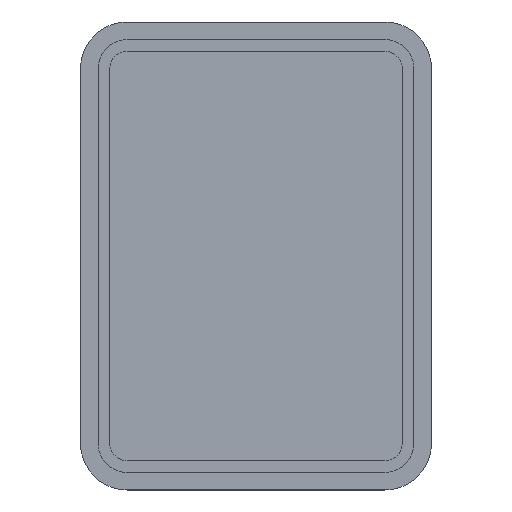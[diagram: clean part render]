
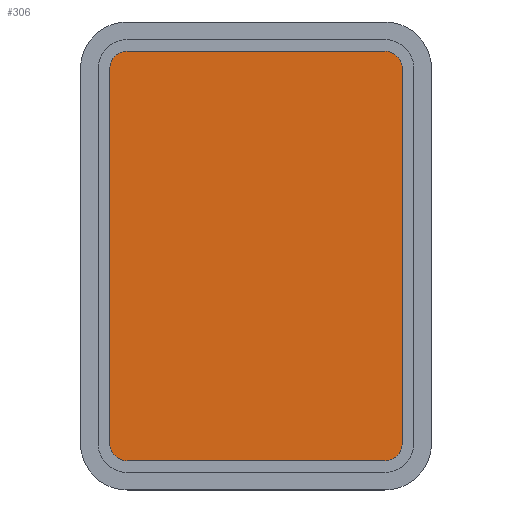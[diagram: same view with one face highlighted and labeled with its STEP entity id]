
A CAD part, front view. The second image highlights one B-rep face of the part: STEP entity #306.
In plain terms, the highlighted planar face has unit normal (0, -1, 0).
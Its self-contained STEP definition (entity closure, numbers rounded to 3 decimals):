
#306=ADVANCED_FACE('',(#593),#4578,.T.);
#593=FACE_OUTER_BOUND('',#904,.T.);
#904=EDGE_LOOP('',(#2245,#2246,#2247,#2248,#2249,#2250,#2251,#2252));
#2245=ORIENTED_EDGE('',*,*,#3068,.T.);
#2246=ORIENTED_EDGE('',*,*,#3075,.T.);
#2247=ORIENTED_EDGE('',*,*,#3074,.T.);
#2248=ORIENTED_EDGE('',*,*,#3073,.T.);
#2249=ORIENTED_EDGE('',*,*,#3072,.T.);
#2250=ORIENTED_EDGE('',*,*,#3071,.T.);
#2251=ORIENTED_EDGE('',*,*,#3070,.T.);
#2252=ORIENTED_EDGE('',*,*,#3069,.T.);
#3068=EDGE_CURVE('',#4373,#4374,#3889,.T.);
#3069=EDGE_CURVE('',#4375,#4373,#3587,.T.);
#3070=EDGE_CURVE('',#4376,#4375,#3890,.T.);
#3071=EDGE_CURVE('',#4377,#4376,#3588,.T.);
#3072=EDGE_CURVE('',#4378,#4377,#3891,.T.);
#3073=EDGE_CURVE('',#4379,#4378,#3589,.T.);
#3074=EDGE_CURVE('',#4380,#4379,#3892,.T.);
#3075=EDGE_CURVE('',#4374,#4380,#3590,.T.);
#3587=B_SPLINE_CURVE_WITH_KNOTS('',1,(#9434,#9435),.UNSPECIFIED.,.F.,.F.,
(2,2),(-440.,0.),.UNSPECIFIED.);
#3588=B_SPLINE_CURVE_WITH_KNOTS('',1,(#9439,#9440),.UNSPECIFIED.,.F.,.F.,
(2,2),(-640.,0.),.UNSPECIFIED.);
#3589=B_SPLINE_CURVE_WITH_KNOTS('',1,(#9444,#9445),.UNSPECIFIED.,.F.,.F.,
(2,2),(-440.,0.),.UNSPECIFIED.);
#3590=B_SPLINE_CURVE_WITH_KNOTS('',1,(#9449,#9450),.UNSPECIFIED.,.F.,.F.,
(2,2),(-640.,0.),.UNSPECIFIED.);
#3889=(
BOUNDED_CURVE()
B_SPLINE_CURVE(2,(#9431,#9432,#9433),.UNSPECIFIED.,.F.,.F.)
B_SPLINE_CURVE_WITH_KNOTS((3,3),(-47.124,0.),.UNSPECIFIED.)
CURVE()
GEOMETRIC_REPRESENTATION_ITEM()
RATIONAL_B_SPLINE_CURVE((1.,0.707,1.))
REPRESENTATION_ITEM('')
);
#3890=(
BOUNDED_CURVE()
B_SPLINE_CURVE(2,(#9436,#9437,#9438),.UNSPECIFIED.,.F.,.F.)
B_SPLINE_CURVE_WITH_KNOTS((3,3),(-47.124,0.),.UNSPECIFIED.)
CURVE()
GEOMETRIC_REPRESENTATION_ITEM()
RATIONAL_B_SPLINE_CURVE((1.,0.707,1.))
REPRESENTATION_ITEM('')
);
#3891=(
BOUNDED_CURVE()
B_SPLINE_CURVE(2,(#9441,#9442,#9443),.UNSPECIFIED.,.F.,.F.)
B_SPLINE_CURVE_WITH_KNOTS((3,3),(-47.124,0.),.UNSPECIFIED.)
CURVE()
GEOMETRIC_REPRESENTATION_ITEM()
RATIONAL_B_SPLINE_CURVE((1.,0.707,1.))
REPRESENTATION_ITEM('')
);
#3892=(
BOUNDED_CURVE()
B_SPLINE_CURVE(2,(#9446,#9447,#9448),.UNSPECIFIED.,.F.,.F.)
B_SPLINE_CURVE_WITH_KNOTS((3,3),(-47.124,0.),.UNSPECIFIED.)
CURVE()
GEOMETRIC_REPRESENTATION_ITEM()
RATIONAL_B_SPLINE_CURVE((1.,0.707,1.))
REPRESENTATION_ITEM('')
);
#4373=VERTEX_POINT('',#9269);
#4374=VERTEX_POINT('',#9270);
#4375=VERTEX_POINT('',#9271);
#4376=VERTEX_POINT('',#9272);
#4377=VERTEX_POINT('',#9273);
#4378=VERTEX_POINT('',#9274);
#4379=VERTEX_POINT('',#9275);
#4380=VERTEX_POINT('',#9276);
#4578=PLANE('',#4977);
#4977=AXIS2_PLACEMENT_3D('',#9168,#5247,$);
#5247=DIRECTION('',(0.,-1.,0.));
#9168=CARTESIAN_POINT('',(300.,-44.019,-420.));
#9269=CARTESIAN_POINT('',(220.,-44.019,-350.));
#9270=CARTESIAN_POINT('',(250.,-44.019,-320.));
#9271=CARTESIAN_POINT('',(-220.,-44.019,-350.));
#9272=CARTESIAN_POINT('',(-250.,-44.019,-320.));
#9273=CARTESIAN_POINT('',(-250.,-44.019,320.));
#9274=CARTESIAN_POINT('',(-220.,-44.019,350.));
#9275=CARTESIAN_POINT('',(220.,-44.019,350.));
#9276=CARTESIAN_POINT('',(250.,-44.019,320.));
#9431=CARTESIAN_POINT('',(220.,-44.019,-350.));
#9432=CARTESIAN_POINT('',(250.,-44.019,-350.));
#9433=CARTESIAN_POINT('',(250.,-44.019,-320.));
#9434=CARTESIAN_POINT('',(-220.,-44.019,-350.));
#9435=CARTESIAN_POINT('',(220.,-44.019,-350.));
#9436=CARTESIAN_POINT('',(-250.,-44.019,-320.));
#9437=CARTESIAN_POINT('',(-250.,-44.019,-350.));
#9438=CARTESIAN_POINT('',(-220.,-44.019,-350.));
#9439=CARTESIAN_POINT('',(-250.,-44.019,320.));
#9440=CARTESIAN_POINT('',(-250.,-44.019,-320.));
#9441=CARTESIAN_POINT('',(-220.,-44.019,350.));
#9442=CARTESIAN_POINT('',(-250.,-44.019,350.));
#9443=CARTESIAN_POINT('',(-250.,-44.019,320.));
#9444=CARTESIAN_POINT('',(220.,-44.019,350.));
#9445=CARTESIAN_POINT('',(-220.,-44.019,350.));
#9446=CARTESIAN_POINT('',(250.,-44.019,320.));
#9447=CARTESIAN_POINT('',(250.,-44.019,350.));
#9448=CARTESIAN_POINT('',(220.,-44.019,350.));
#9449=CARTESIAN_POINT('',(250.,-44.019,-320.));
#9450=CARTESIAN_POINT('',(250.,-44.019,320.));
